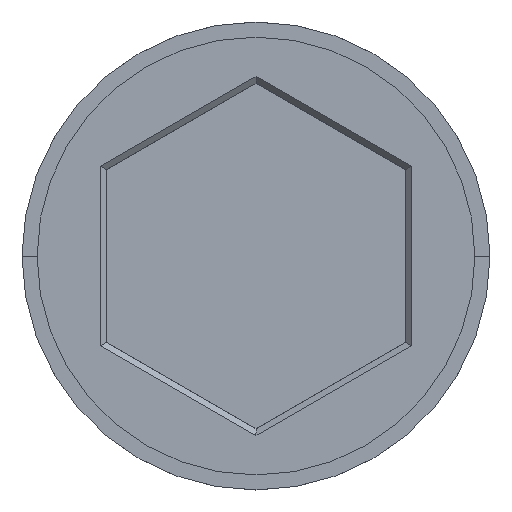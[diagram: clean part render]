
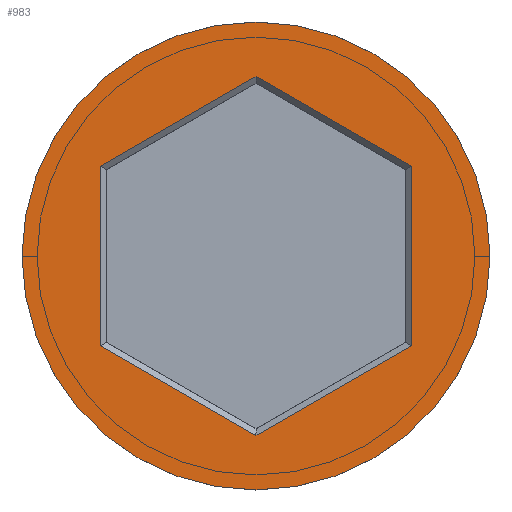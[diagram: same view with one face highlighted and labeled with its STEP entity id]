
A CAD part, top view. The second image highlights one B-rep face of the part: STEP entity #983.
In plain terms, the highlighted planar face has unit normal (0, 0, 1).
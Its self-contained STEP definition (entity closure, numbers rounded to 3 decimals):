
#13 = VECTOR ( 'NONE', #822, 1000. ) ;
#23 = ORIENTED_EDGE ( 'NONE', *, *, #863, .T. ) ;
#63 = CARTESIAN_POINT ( 'NONE',  ( -7.75, 0., 0. ) ) ;
#85 = DIRECTION ( 'NONE',  ( 0., 0., 1. ) ) ;
#114 = EDGE_CURVE ( 'NONE', #1181, #866, #516, .T. ) ;
#119 = VECTOR ( 'NONE', #1453, 1000. ) ;
#130 = FACE_OUTER_BOUND ( 'NONE', #1503, .T. ) ;
#146 = CARTESIAN_POINT ( 'NONE',  ( 0., 5.947, 0. ) ) ;
#197 = VECTOR ( 'NONE', #1558, 1000. ) ;
#211 = EDGE_CURVE ( 'NONE', #711, #689, #854, .T. ) ;
#250 = FACE_BOUND ( 'NONE', #1295, .T. ) ;
#251 = AXIS2_PLACEMENT_3D ( 'NONE', #1177, #308, #1557 ) ;
#258 = VERTEX_POINT ( 'NONE', #1585 ) ;
#273 = ORIENTED_EDGE ( 'NONE', *, *, #114, .T. ) ;
#299 = DIRECTION ( 'NONE',  ( 0.866, 0.5, 0. ) ) ;
#308 = DIRECTION ( 'NONE',  ( 0., 0., 1. ) ) ;
#375 = CIRCLE ( 'NONE', #251, 7.75 ) ;
#404 = CARTESIAN_POINT ( 'NONE',  ( 5.05, 3.031, 0. ) ) ;
#409 = PLANE ( 'NONE',  #1362 ) ;
#475 = CARTESIAN_POINT ( 'NONE',  ( 5.15, -2.858, 0. ) ) ;
#516 = LINE ( 'NONE', #1014, #994 ) ;
#615 = ORIENTED_EDGE ( 'NONE', *, *, #211, .T. ) ;
#638 = EDGE_CURVE ( 'NONE', #258, #1245, #1040, .T. ) ;
#680 = VECTOR ( 'NONE', #918, 1000. ) ;
#689 = VERTEX_POINT ( 'NONE', #1126 ) ;
#695 = CIRCLE ( 'NONE', #902, 7.75 ) ;
#711 = VERTEX_POINT ( 'NONE', #1087 ) ;
#716 = EDGE_CURVE ( 'NONE', #689, #258, #1204, .T. ) ;
#780 = ORIENTED_EDGE ( 'NONE', *, *, #1227, .T. ) ;
#781 = CARTESIAN_POINT ( 'NONE',  ( 0., 0., 0. ) ) ;
#784 = EDGE_CURVE ( 'NONE', #1245, #1181, #1113, .T. ) ;
#791 = CARTESIAN_POINT ( 'NONE',  ( -5.15, 2.858, 0. ) ) ;
#822 = DIRECTION ( 'NONE',  ( 0.866, -0.5, 0. ) ) ;
#838 = ORIENTED_EDGE ( 'NONE', *, *, #638, .T. ) ;
#854 = LINE ( 'NONE', #475, #1013 ) ;
#863 = EDGE_CURVE ( 'NONE', #866, #711, #933, .T. ) ;
#866 = VERTEX_POINT ( 'NONE', #146 ) ;
#870 = CARTESIAN_POINT ( 'NONE',  ( -5.15, -2.973, 0. ) ) ;
#902 = AXIS2_PLACEMENT_3D ( 'NONE', #985, #85, #1121 ) ;
#909 = CARTESIAN_POINT ( 'NONE',  ( 7.75, 0., 0. ) ) ;
#918 = DIRECTION ( 'NONE',  ( 0., 1., 0. ) ) ;
#933 = LINE ( 'NONE', #404, #13 ) ;
#938 = VERTEX_POINT ( 'NONE', #909 ) ;
#951 = ORIENTED_EDGE ( 'NONE', *, *, #1553, .T. ) ;
#983 = ADVANCED_FACE ( 'NONE', ( #250, #130 ), #409, .T. ) ;
#985 = CARTESIAN_POINT ( 'NONE',  ( 0., 0., 0. ) ) ;
#994 = VECTOR ( 'NONE', #299, 1000. ) ;
#1008 = DIRECTION ( 'NONE',  ( 0., 0., 1. ) ) ;
#1013 = VECTOR ( 'NONE', #1552, 1000. ) ;
#1014 = CARTESIAN_POINT ( 'NONE',  ( -0.1, 5.889, 0. ) ) ;
#1023 = DIRECTION ( 'NONE',  ( 1., 0., 0. ) ) ;
#1040 = LINE ( 'NONE', #1374, #197 ) ;
#1087 = CARTESIAN_POINT ( 'NONE',  ( 5.15, 2.973, 0. ) ) ;
#1113 = LINE ( 'NONE', #791, #680 ) ;
#1121 = DIRECTION ( 'NONE',  ( 1., 0., 0. ) ) ;
#1126 = CARTESIAN_POINT ( 'NONE',  ( 5.15, -2.973, 0. ) ) ;
#1149 = VERTEX_POINT ( 'NONE', #63 ) ;
#1177 = CARTESIAN_POINT ( 'NONE',  ( 0., 0., 0. ) ) ;
#1181 = VERTEX_POINT ( 'NONE', #1279 ) ;
#1204 = LINE ( 'NONE', #1328, #119 ) ;
#1227 = EDGE_CURVE ( 'NONE', #1149, #938, #695, .T. ) ;
#1245 = VERTEX_POINT ( 'NONE', #870 ) ;
#1271 = ORIENTED_EDGE ( 'NONE', *, *, #716, .T. ) ;
#1279 = CARTESIAN_POINT ( 'NONE',  ( -5.15, 2.973, 0. ) ) ;
#1295 = EDGE_LOOP ( 'NONE', ( #838, #1335, #273, #23, #615, #1271 ) ) ;
#1328 = CARTESIAN_POINT ( 'NONE',  ( 0.1, -5.889, 0. ) ) ;
#1335 = ORIENTED_EDGE ( 'NONE', *, *, #784, .T. ) ;
#1362 = AXIS2_PLACEMENT_3D ( 'NONE', #781, #1008, #1023 ) ;
#1374 = CARTESIAN_POINT ( 'NONE',  ( -5.05, -3.031, 0. ) ) ;
#1453 = DIRECTION ( 'NONE',  ( -0.866, -0.5, 0. ) ) ;
#1503 = EDGE_LOOP ( 'NONE', ( #951, #780 ) ) ;
#1552 = DIRECTION ( 'NONE',  ( 0., -1., 0. ) ) ;
#1553 = EDGE_CURVE ( 'NONE', #938, #1149, #375, .T. ) ;
#1557 = DIRECTION ( 'NONE',  ( 1., 0., 0. ) ) ;
#1558 = DIRECTION ( 'NONE',  ( -0.866, 0.5, 0. ) ) ;
#1585 = CARTESIAN_POINT ( 'NONE',  ( 0., -5.947, 0. ) ) ;
